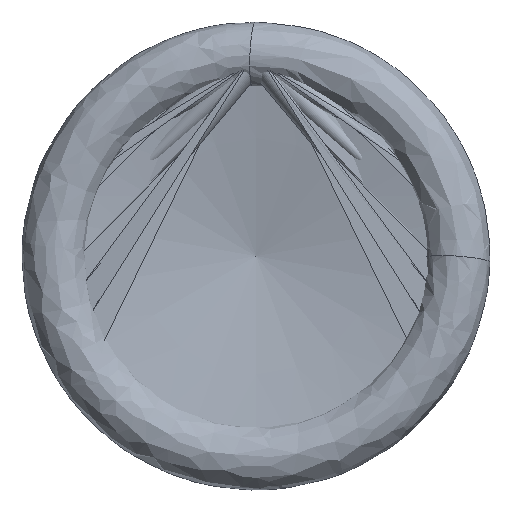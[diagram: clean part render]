
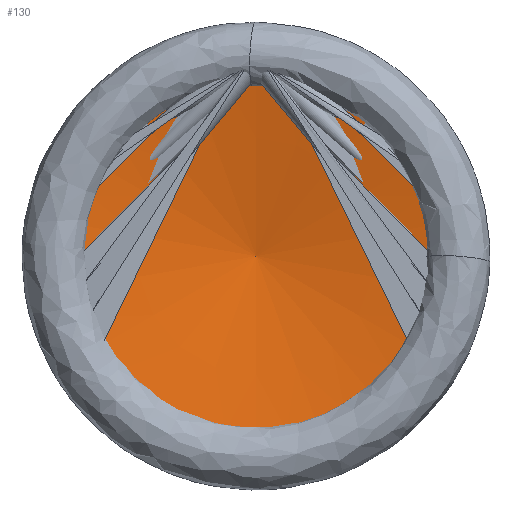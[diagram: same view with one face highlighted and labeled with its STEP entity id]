
A CAD part, left-side view. The second image highlights one B-rep face of the part: STEP entity #130.
In plain terms, the highlighted conical face has half-angle 80 degrees and reference radius 18.937 mm.
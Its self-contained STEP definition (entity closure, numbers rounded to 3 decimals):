
#41=VERTEX_LOOP('',#196);
#46=CONICAL_SURFACE('',#231,18.937,80.);
#130=ADVANCED_FACE('',(#149,#150),#46,.F.);
#149=FACE_BOUND('',#168,.T.);
#150=FACE_BOUND('',#41,.T.);
#168=EDGE_LOOP('',(#186));
#186=ORIENTED_EDGE('',*,*,#205,.T.);
#195=VERTEX_POINT('',#368);
#196=VERTEX_POINT('',#428);
#205=EDGE_CURVE('',#195,#195,#214,.T.);
#214=CIRCLE('',#230,18.937);
#230=AXIS2_PLACEMENT_3D('',#367,#262,#263);
#231=AXIS2_PLACEMENT_3D('',#429,#265,#266);
#262=DIRECTION('',(-1.,0.,0.));
#263=DIRECTION('',(0.,0.,1.));
#265=DIRECTION('',(-1.,0.,0.));
#266=DIRECTION('',(0.,0.,1.));
#367=CARTESIAN_POINT('',(2.2,0.,0.));
#368=CARTESIAN_POINT('',(2.2,0.,18.937));
#428=CARTESIAN_POINT('',(5.539,0.,0.));
#429=CARTESIAN_POINT('',(2.2,0.,0.));
